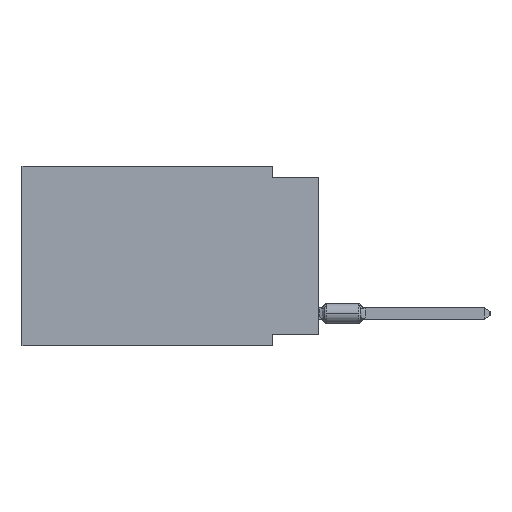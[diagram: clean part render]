
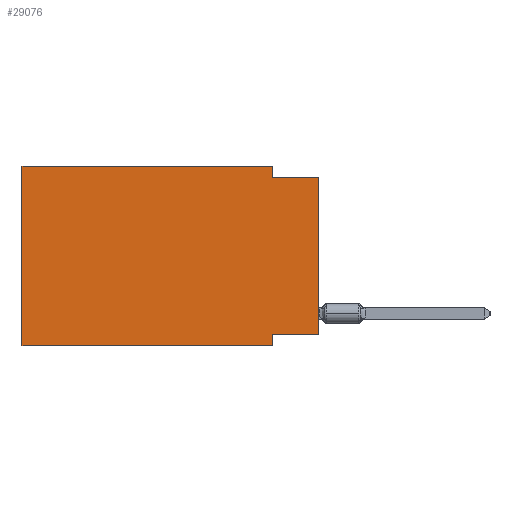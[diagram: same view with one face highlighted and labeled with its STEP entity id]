
A CAD part, left-side view. The second image highlights one B-rep face of the part: STEP entity #29076.
In plain terms, the highlighted planar face has unit normal (-1, 0, 0).
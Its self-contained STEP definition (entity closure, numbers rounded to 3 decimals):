
#154 = VECTOR ( 'NONE', #7721, 1000. ) ;
#1077 = DIRECTION ( 'NONE',  ( 0., 0., 1. ) ) ;
#1588 = VERTEX_POINT ( 'NONE', #4718 ) ;
#1733 = CARTESIAN_POINT ( 'NONE',  ( 0., 16.383, -9.906 ) ) ;
#1915 = ORIENTED_EDGE ( 'NONE', *, *, #27302, .F. ) ;
#2223 = VECTOR ( 'NONE', #12539, 1000. ) ;
#3653 = EDGE_CURVE ( 'NONE', #1588, #19229, #12120, .T. ) ;
#3673 = CARTESIAN_POINT ( 'NONE',  ( 0., 16.383, 0. ) ) ;
#4718 = CARTESIAN_POINT ( 'NONE',  ( 0., 2.54, -0.635 ) ) ;
#5837 = CARTESIAN_POINT ( 'NONE',  ( 0., 2.54, 0. ) ) ;
#6098 = CARTESIAN_POINT ( 'NONE',  ( 0., 16.383, 0. ) ) ;
#6430 = DIRECTION ( 'NONE',  ( 0., 0., -1. ) ) ;
#7708 = CARTESIAN_POINT ( 'NONE',  ( 0., 0., -9.271 ) ) ;
#7721 = DIRECTION ( 'NONE',  ( 0., 0., 1. ) ) ;
#7819 = CARTESIAN_POINT ( 'NONE',  ( 0., 16.383, -9.906 ) ) ;
#8012 = CARTESIAN_POINT ( 'NONE',  ( 0., 0., -0.635 ) ) ;
#9044 = VECTOR ( 'NONE', #6430, 1000. ) ;
#9322 = EDGE_CURVE ( 'NONE', #25657, #1588, #11183, .T. ) ;
#9901 = DIRECTION ( 'NONE',  ( 0., -1., 0. ) ) ;
#10285 = CARTESIAN_POINT ( 'NONE',  ( 0., 16.383, 0. ) ) ;
#10572 = CARTESIAN_POINT ( 'NONE',  ( 0., 2.54, -9.906 ) ) ;
#10662 = ORIENTED_EDGE ( 'NONE', *, *, #20561, .F. ) ;
#11084 = ORIENTED_EDGE ( 'NONE', *, *, #19291, .F. ) ;
#11148 = EDGE_CURVE ( 'NONE', #22106, #27766, #16757, .T. ) ;
#11166 = VECTOR ( 'NONE', #1077, 1000. ) ;
#11183 = LINE ( 'NONE', #21055, #25557 ) ;
#11775 = AXIS2_PLACEMENT_3D ( 'NONE', #19928, #22199, #17177 ) ;
#12120 = LINE ( 'NONE', #26861, #15278 ) ;
#12329 = FACE_OUTER_BOUND ( 'NONE', #28570, .T. ) ;
#12539 = DIRECTION ( 'NONE',  ( 0., 1., 0. ) ) ;
#14848 = VERTEX_POINT ( 'NONE', #10285 ) ;
#15278 = VECTOR ( 'NONE', #19733, 1000. ) ;
#15340 = ORIENTED_EDGE ( 'NONE', *, *, #11148, .T. ) ;
#16757 = LINE ( 'NONE', #1733, #18919 ) ;
#17177 = DIRECTION ( 'NONE',  ( 0., 0., -1. ) ) ;
#17361 = VERTEX_POINT ( 'NONE', #18090 ) ;
#17727 = CARTESIAN_POINT ( 'NONE',  ( 0., 0., 0. ) ) ;
#18090 = CARTESIAN_POINT ( 'NONE',  ( 0., 2.54, -9.271 ) ) ;
#18681 = DIRECTION ( 'NONE',  ( 0., -1., 0. ) ) ;
#18919 = VECTOR ( 'NONE', #9901, 1000. ) ;
#19196 = CARTESIAN_POINT ( 'NONE',  ( 0., 2.54, -9.906 ) ) ;
#19229 = VERTEX_POINT ( 'NONE', #8012 ) ;
#19291 = EDGE_CURVE ( 'NONE', #29151, #17361, #25324, .T. ) ;
#19698 = VECTOR ( 'NONE', #18681, 1000. ) ;
#19733 = DIRECTION ( 'NONE',  ( 0., -1., 0. ) ) ;
#19928 = CARTESIAN_POINT ( 'NONE',  ( 0., 16.383, 0. ) ) ;
#20086 = CARTESIAN_POINT ( 'NONE',  ( 0., 0., -9.271 ) ) ;
#20561 = EDGE_CURVE ( 'NONE', #14848, #25657, #20642, .T. ) ;
#20642 = LINE ( 'NONE', #6098, #19698 ) ;
#21055 = CARTESIAN_POINT ( 'NONE',  ( 0., 2.54, 0. ) ) ;
#21734 = EDGE_CURVE ( 'NONE', #29151, #19229, #24401, .T. ) ;
#21779 = LINE ( 'NONE', #19196, #9044 ) ;
#22106 = VERTEX_POINT ( 'NONE', #7819 ) ;
#22199 = DIRECTION ( 'NONE',  ( 1., 0., 0. ) ) ;
#23071 = LINE ( 'NONE', #3673, #11166 ) ;
#23243 = ORIENTED_EDGE ( 'NONE', *, *, #9322, .F. ) ;
#24401 = LINE ( 'NONE', #17727, #154 ) ;
#24782 = PLANE ( 'NONE',  #11775 ) ;
#25324 = LINE ( 'NONE', #7708, #2223 ) ;
#25557 = VECTOR ( 'NONE', #30911, 1000. ) ;
#25657 = VERTEX_POINT ( 'NONE', #5837 ) ;
#26004 = EDGE_CURVE ( 'NONE', #17361, #27766, #21779, .T. ) ;
#26861 = CARTESIAN_POINT ( 'NONE',  ( 0., 0., -0.635 ) ) ;
#27302 = EDGE_CURVE ( 'NONE', #22106, #14848, #23071, .T. ) ;
#27306 = ORIENTED_EDGE ( 'NONE', *, *, #3653, .F. ) ;
#27766 = VERTEX_POINT ( 'NONE', #10572 ) ;
#28570 = EDGE_LOOP ( 'NONE', ( #30961, #27306, #23243, #10662, #1915, #15340, #29999, #11084 ) ) ;
#29076 = ADVANCED_FACE ( 'NONE', ( #12329 ), #24782, .F. ) ;
#29151 = VERTEX_POINT ( 'NONE', #20086 ) ;
#29999 = ORIENTED_EDGE ( 'NONE', *, *, #26004, .F. ) ;
#30911 = DIRECTION ( 'NONE',  ( 0., 0., -1. ) ) ;
#30961 = ORIENTED_EDGE ( 'NONE', *, *, #21734, .T. ) ;
